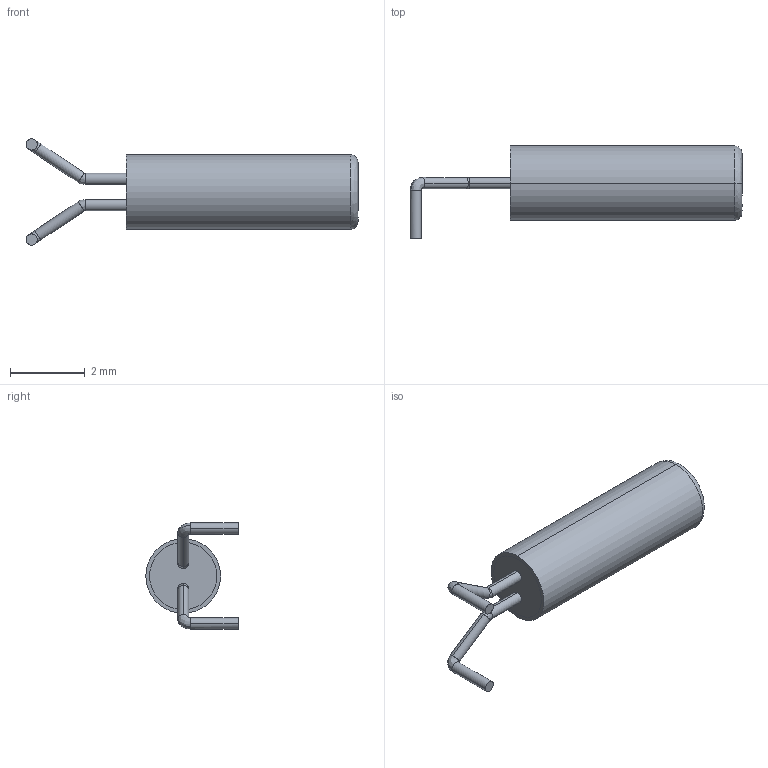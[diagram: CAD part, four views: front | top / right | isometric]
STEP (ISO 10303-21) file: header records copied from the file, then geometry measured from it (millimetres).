
FILE_DESCRIPTION (( 'STEP AP214' ), '1' );
FILE_NAME ('User Library-DT-26-2.STEP', '2020-12-09T09:09:40', ( '' ), ( '' ), 'SwSTEP 2.0', 'SolidWorks 2020', '' );
FILE_SCHEMA (( 'AUTOMOTIVE_DESIGN' ));
Length unit declared in the file: millimetre
Products named in the file (4): User Library-DT-26-2; _X2_041A0440044B0448043A0430_X0_; _X2_041D043E0436043A0438_X0_; _X2_041A043E0440043F04430441_X0_
Assembly tree (3 placements, depth 2):
  User Library-DT-26-2
    _X2_041A043E0440043F04430441_X0_
    _X2_041A0440044B0448043A0430_X0_
    _X2_041D043E0436043A0438_X0_
Bounding box: 8.89 x 2.47 x 2.84 mm (x, y, z)
Volume: 20 mm3; surface area: 60.2 mm2
Topology: 4 solids, 4 shells, 37 faces, 74 edges, 46 vertices
Faces by surface type: cylinder 18, bspline 10, plane 9
Entity records: 1662 total; most frequent: CARTESIAN_POINT 319, DIRECTION 192, ORIENTED_EDGE 148, AXIS2_PLACEMENT_3D 87, EDGE_CURVE 74, CIRCLE 54, UNCERTAINTY_MEASURE_WITH_UNIT 48, VERTEX_POINT 46
